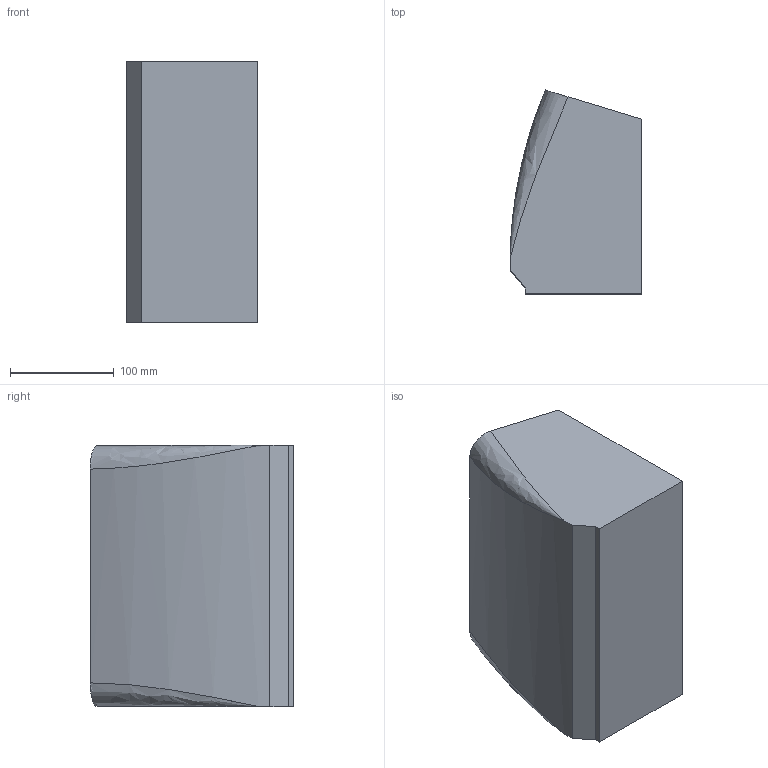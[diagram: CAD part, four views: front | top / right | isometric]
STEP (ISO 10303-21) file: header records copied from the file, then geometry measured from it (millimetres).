
FILE_DESCRIPTION (( 'STEP AP203' ), '1' );
FILE_NAME ('SIDEPOD_Simulation_Block_STEP.STEP', '2023-10-16T22:11:33', ( '' ), ( '' ), 'SwSTEP 2.0', 'SolidWorks 2022', '' );
FILE_SCHEMA (( 'CONFIG_CONTROL_DESIGN' ));
Length unit declared in the file: inch
Products named in the file (1): SIDEPOD_Simulation_Block_STEP
Bounding box: 127.35 x 196.61 x 252.1 mm (x, y, z)
Volume: 5433698 mm3; surface area: 188435.6 mm2
Topology: 1 solids, 1 shells, 10 faces, 24 edges, 16 vertices
Faces by surface type: plane 7, bspline 3
Entity records: 3165 total; most frequent: CARTESIAN_POINT 2874, ORIENTED_EDGE 48, DIRECTION 32, EDGE_CURVE 24, VECTOR 16, LINE 16, VERTEX_POINT 16, ADVANCED_FACE 10
